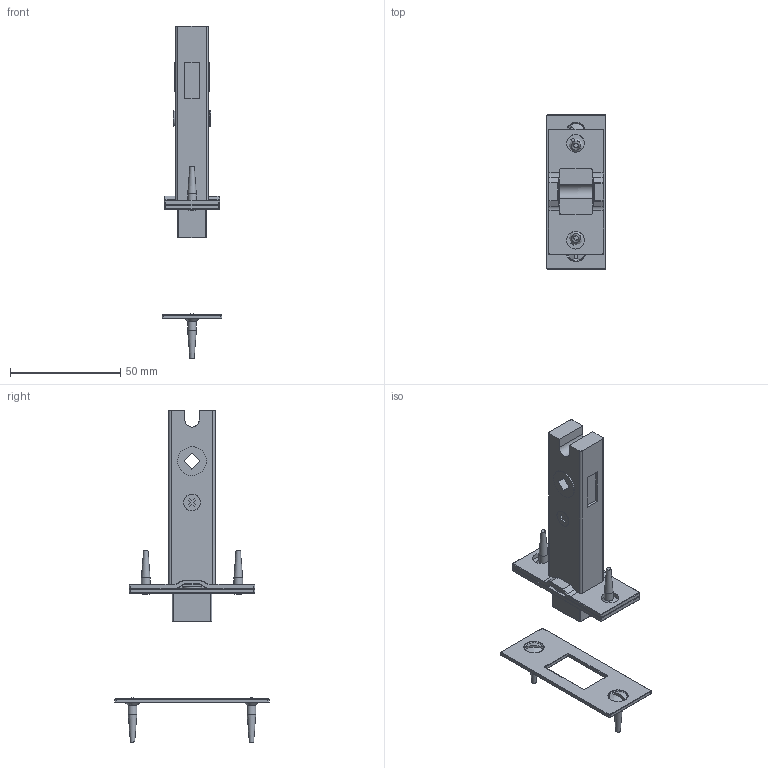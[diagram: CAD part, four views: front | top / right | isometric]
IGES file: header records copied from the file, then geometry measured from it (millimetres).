
Global section: file name: P4029; native system: Autodesk Inventor 2018; preprocessor: unknown; author: ashami; date: 20180911.115127; units: millimetre
Bounding box: 27 x 70 x 150.75 mm (x, y, z)
Volume: 34849.4 mm3; surface area: 21353.3 mm2
Topology: 9 solids, 9 shells, 347 faces, 845 edges, 525 vertices
Faces by surface type: bspline 347
